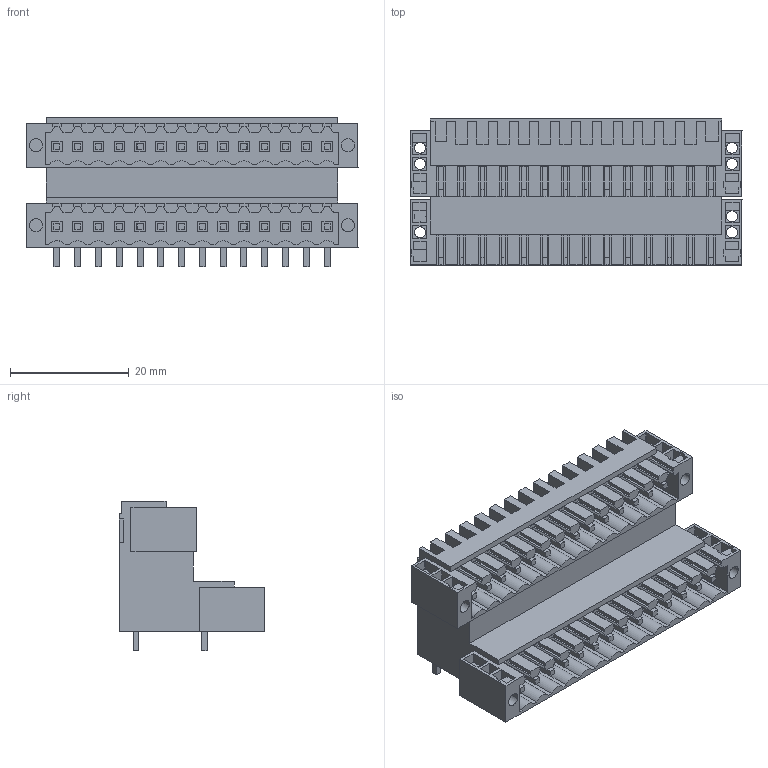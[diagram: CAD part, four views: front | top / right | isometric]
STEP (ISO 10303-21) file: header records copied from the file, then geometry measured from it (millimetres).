
FILE_DESCRIPTION(('CATIA V5 STEP Exchange','CAx-IF Rec.Pracs.--- Model Styling and Organization---1.4--- 2014-01-23'),'2;1');
FILE_NAME ('D1454191_2_1642430000_1642430000.stp','2022-07-28T10:45:34+00:00',('none'),('Weidmueller'),'CATIA Version 5-6 Release 2016 SP3 HF44','CATIA V5 STEP AP214','none');
FILE_SCHEMA(('AUTOMOTIVE_DESIGN { 1 0 10303 214 1 1 1 1 }'));
Length unit declared in the file: millimetre
Products named in the file (1): 1642430000
Bounding box: 55.9 x 24.55 x 25.2 mm (x, y, z)
Volume: 11916.5 mm3; surface area: 15560.6 mm2
Topology: 29 solids, 29 shells, 1665 faces, 4563 edges, 3001 vertices
Faces by surface type: plane 1490, cylinder 175
Entity records: 47443 total; most frequent: ORIENTED_EDGE 9070, CARTESIAN_POINT 8982, DIRECTION 5959, EDGE_CURVE 4535, VECTOR 4172, LINE 4172, VERTEX_POINT 2987, EDGE_LOOP 1816
